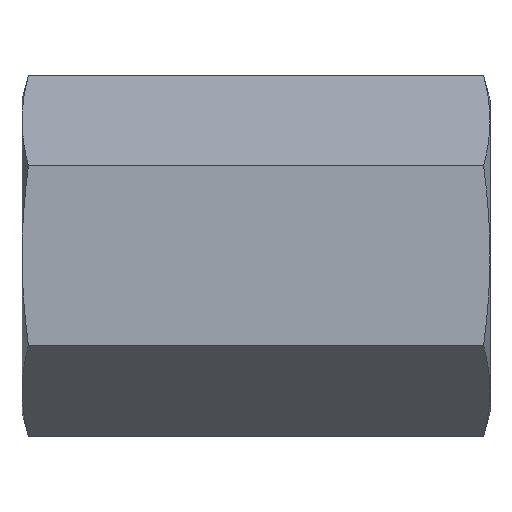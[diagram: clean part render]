
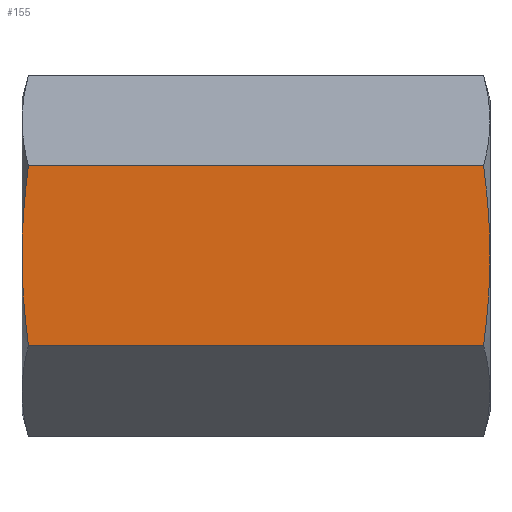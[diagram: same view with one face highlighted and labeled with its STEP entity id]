
A CAD part, top view. The second image highlights one B-rep face of the part: STEP entity #155.
In plain terms, the highlighted planar face has unit normal (0, 0, 1).
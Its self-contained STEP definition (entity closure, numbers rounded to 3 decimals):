
#155 = ADVANCED_FACE( '', ( #324 ), #325, .F. );
#324 = FACE_OUTER_BOUND( '', #499, .T. );
#325 = PLANE( '', #500 );
#499 = EDGE_LOOP( '', ( #880, #881, #882, #883, #884, #885 ) );
#500 = AXIS2_PLACEMENT_3D( '', #886, #887, #888 );
#880 = ORIENTED_EDGE( '', *, *, #1158, .T. );
#881 = ORIENTED_EDGE( '', *, *, #1088, .T. );
#882 = ORIENTED_EDGE( '', *, *, #1131, .T. );
#883 = ORIENTED_EDGE( '', *, *, #1139, .T. );
#884 = ORIENTED_EDGE( '', *, *, #1151, .T. );
#885 = ORIENTED_EDGE( '', *, *, #1159, .F. );
#886 = CARTESIAN_POINT( '', ( 15., 2.887, 5. ) );
#887 = DIRECTION( '', ( 0., 0., -1. ) );
#888 = DIRECTION( '', ( -1., 0., 0. ) );
#1088 = EDGE_CURVE( '', #1204, #1327, #1328, .T. );
#1131 = EDGE_CURVE( '', #1327, #1379, #1381, .T. );
#1139 = EDGE_CURVE( '', #1379, #1389, #1391, .F. );
#1151 = EDGE_CURVE( '', #1389, #1405, #1406, .F. );
#1158 = EDGE_CURVE( '', #1414, #1204, #1415, .T. );
#1159 = EDGE_CURVE( '', #1414, #1405, #1416, .T. );
#1204 = VERTEX_POINT( '', #1465 );
#1327 = VERTEX_POINT( '', #1653 );
#1328 = B_SPLINE_CURVE_WITH_KNOTS( '', 3, ( #1654, #1655, #1656, #1657 ), .UNSPECIFIED., .F., .F., ( 4, 4 ), ( 0.008, 0.011 ), .UNSPECIFIED. );
#1379 = VERTEX_POINT( '', #1751 );
#1381 = LINE( '', #1756, #1757 );
#1389 = VERTEX_POINT( '', #1768 );
#1391 = B_SPLINE_CURVE_WITH_KNOTS( '', 3, ( #1770, #1771, #1772, #1773 ), .UNSPECIFIED., .F., .F., ( 4, 4 ), ( 0.008, 0.011 ), .UNSPECIFIED. );
#1405 = VERTEX_POINT( '', #1792 );
#1406 = B_SPLINE_CURVE_WITH_KNOTS( '', 3, ( #1793, #1794, #1795, #1796, #1797, #1798 ), .UNSPECIFIED., .F., .F., ( 4, 2, 4 ), ( 0.005, 0.006, 0.008 ), .UNSPECIFIED. );
#1414 = VERTEX_POINT( '', #1809 );
#1415 = B_SPLINE_CURVE_WITH_KNOTS( '', 3, ( #1810, #1811, #1812, #1813, #1814, #1815 ), .UNSPECIFIED., .F., .F., ( 4, 2, 4 ), ( 0.005, 0.006, 0.008 ), .UNSPECIFIED. );
#1416 = LINE( '', #1816, #1817 );
#1465 = CARTESIAN_POINT( '', ( 15., 0., 5. ) );
#1653 = CARTESIAN_POINT( '', ( 14.793, 2.887, 5. ) );
#1654 = CARTESIAN_POINT( '', ( 15., 0., 5. ) );
#1655 = CARTESIAN_POINT( '', ( 15., 0.964, 5. ) );
#1656 = CARTESIAN_POINT( '', ( 14.921, 1.926, 5. ) );
#1657 = CARTESIAN_POINT( '', ( 14.793, 2.887, 5. ) );
#1751 = CARTESIAN_POINT( '', ( 0.207, 2.887, 5. ) );
#1756 = CARTESIAN_POINT( '', ( 15., 2.887, 5. ) );
#1757 = VECTOR( '', #1970, 1000. );
#1768 = CARTESIAN_POINT( '', ( 0., 0., 5. ) );
#1770 = CARTESIAN_POINT( '', ( 0., 0., 5. ) );
#1771 = CARTESIAN_POINT( '', ( 0., 0.964, 5. ) );
#1772 = CARTESIAN_POINT( '', ( 0.079, 1.926, 5. ) );
#1773 = CARTESIAN_POINT( '', ( 0.207, 2.887, 5. ) );
#1792 = CARTESIAN_POINT( '', ( 0.207, -2.887, 5. ) );
#1793 = CARTESIAN_POINT( '', ( 0.207, -2.887, 5. ) );
#1794 = CARTESIAN_POINT( '', ( 0.143, -2.407, 5. ) );
#1795 = CARTESIAN_POINT( '', ( 0.09, -1.924, 5. ) );
#1796 = CARTESIAN_POINT( '', ( 0.019, -0.961, 5. ) );
#1797 = CARTESIAN_POINT( '', ( 0., -0.48, 5. ) );
#1798 = CARTESIAN_POINT( '', ( 0., 0., 5. ) );
#1809 = CARTESIAN_POINT( '', ( 14.793, -2.887, 5. ) );
#1810 = CARTESIAN_POINT( '', ( 14.793, -2.887, 5. ) );
#1811 = CARTESIAN_POINT( '', ( 14.857, -2.407, 5. ) );
#1812 = CARTESIAN_POINT( '', ( 14.91, -1.924, 5. ) );
#1813 = CARTESIAN_POINT( '', ( 14.981, -0.961, 5. ) );
#1814 = CARTESIAN_POINT( '', ( 15., -0.48, 5. ) );
#1815 = CARTESIAN_POINT( '', ( 15., 0., 5. ) );
#1816 = CARTESIAN_POINT( '', ( 15., -2.887, 5. ) );
#1817 = VECTOR( '', #1991, 1000. );
#1970 = DIRECTION( '', ( -1., 0., 0. ) );
#1991 = DIRECTION( '', ( -1., 0., 0. ) );
